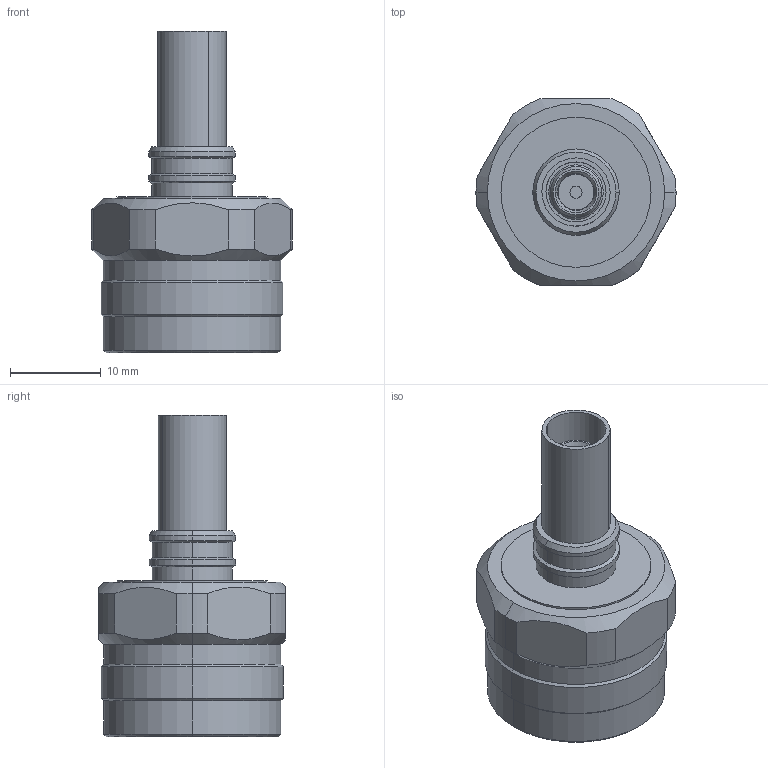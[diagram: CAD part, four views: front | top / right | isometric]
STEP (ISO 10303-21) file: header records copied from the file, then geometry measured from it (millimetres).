
FILE_DESCRIPTION (( 'STEP AP203' ), '1' );
FILE_NAME ('3190-6381(TC-240-NMH-X).STEP', '2017-06-28T02:07:15', ( '' ), ( '' ), 'SwSTEP 2.0', 'SolidWorks 2017', '' );
FILE_SCHEMA (( 'CONFIG_CONTROL_DESIGN' ));
Length unit declared in the file: millimetre
Products named in the file (1): 3190-6381(TC-240-NMH-X)
Bounding box: 22 x 20.54 x 35.4 mm (x, y, z)
Volume: 4492.3 mm3; surface area: 3643.9 mm2
Topology: 1 solids, 1 shells, 114 faces, 241 edges, 141 vertices
Faces by surface type: cylinder 53, cone 36, plane 21, torus 4
Entity records: 3172 total; most frequent: DIRECTION 589, CARTESIAN_POINT 579, ORIENTED_EDGE 478, AXIS2_PLACEMENT_3D 247, EDGE_CURVE 239, VERTEX_POINT 141, CIRCLE 132, EDGE_LOOP 128
